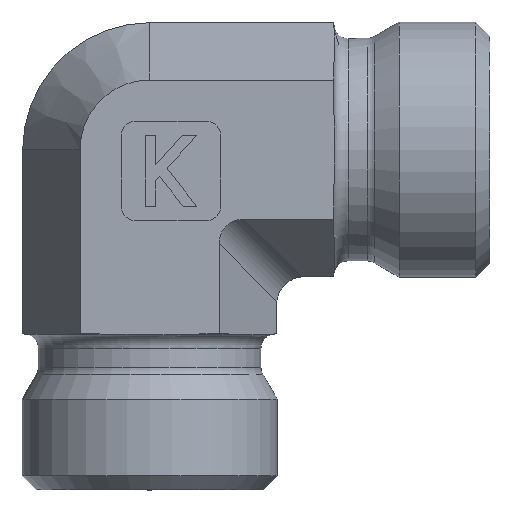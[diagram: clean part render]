
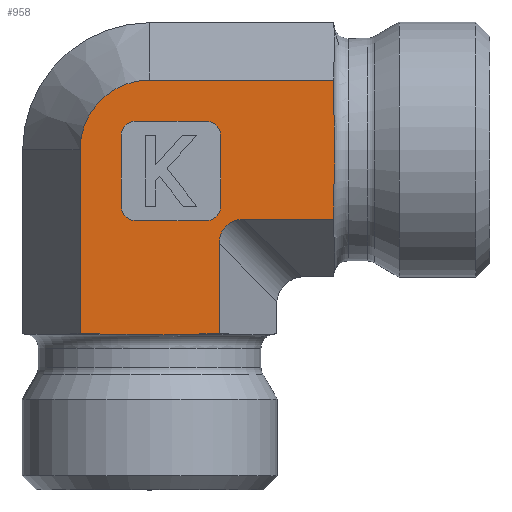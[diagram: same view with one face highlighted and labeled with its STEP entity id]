
A CAD part, left-side view. The second image highlights one B-rep face of the part: STEP entity #958.
In plain terms, the highlighted planar face has unit normal (-1, 0, 0).
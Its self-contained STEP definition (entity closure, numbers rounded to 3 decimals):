
#114=CARTESIAN_POINT('',(-27.685,7.08,2.));
#115=VERTEX_POINT('',#114);
#123=CARTESIAN_POINT('',(-27.685,12.008,2.));
#124=VERTEX_POINT('',#123);
#125=CARTESIAN_POINT('',(-27.685,12.008,2.));
#126=CARTESIAN_POINT('',(-27.685,11.775,2.));
#127=CARTESIAN_POINT('',(-27.685,11.496,1.992));
#128=CARTESIAN_POINT('',(-27.685,10.726,1.965));
#129=CARTESIAN_POINT('',(-27.685,10.082,1.937));
#130=CARTESIAN_POINT('',(-27.685,9.006,1.937));
#131=CARTESIAN_POINT('',(-27.685,8.362,1.965));
#132=CARTESIAN_POINT('',(-27.685,7.592,1.992));
#133=CARTESIAN_POINT('',(-27.685,7.312,2.));
#134=CARTESIAN_POINT('',(-27.685,7.08,2.));
#135=B_SPLINE_CURVE_WITH_KNOTS('',3,(#125,#126,#127,#128,#129,#130,#131,#132,#133,#134),.UNSPECIFIED.,.F.,.U.,(4,2,2,2,4),(0.782,0.852,1.013,1.174,1.244),.UNSPECIFIED.);
#136=EDGE_CURVE('',#124,#115,#135,.T.);
#611=CARTESIAN_POINT('',(-27.685,4.636,2.0));
#612=VERTEX_POINT('',#611);
#613=CARTESIAN_POINT('',(-27.685,7.08,2.));
#614=DIRECTION('',(0.0,-1.0,0.0));
#615=VECTOR('',#614,2.443);
#616=LINE('',#613,#615);
#617=EDGE_CURVE('',#115,#612,#616,.T.);
#645=CARTESIAN_POINT('',(-27.685,14.451,2.));
#646=VERTEX_POINT('',#645);
#654=CARTESIAN_POINT('',(-27.685,14.451,2.));
#655=DIRECTION('',(0.0,-1.0,0.0));
#656=VECTOR('',#655,2.443);
#657=LINE('',#654,#656);
#658=EDGE_CURVE('',#646,#124,#657,.T.);
#799=CARTESIAN_POINT('',(-27.685,4.636,0.0));
#800=DIRECTION('',(-1.0,0.0,0.0));
#801=DIRECTION('',(0.0,0.0,1.0));
#802=AXIS2_PLACEMENT_3D('',#799,#800,#801);
#803=PLANE('',#802);
#804=ORIENTED_EDGE('',*,*,#617,.T.);
#805=CARTESIAN_POINT('',(-27.685,4.636,8.36));
#806=VERTEX_POINT('',#805);
#807=CARTESIAN_POINT('',(-27.685,4.636,2.0));
#808=DIRECTION('',(0.0,0.0,1.0));
#809=VECTOR('',#808,6.36);
#810=LINE('',#807,#809);
#811=EDGE_CURVE('',#612,#806,#810,.T.);
#812=ORIENTED_EDGE('',*,*,#811,.T.);
#813=CARTESIAN_POINT('',(-27.685,2.904,10.093));
#814=VERTEX_POINT('',#813);
#815=CARTESIAN_POINT('',(-27.685,2.327,7.783));
#816=DIRECTION('',(-1.0,0.0,0.0));
#817=DIRECTION('',(0.0,0.707,0.707));
#818=AXIS2_PLACEMENT_3D('',#815,#816,#817);
#819=ELLIPSE('',#818,2.582,2.0);
#820=EDGE_CURVE('',#814,#806,#819,.T.);
#821=ORIENTED_EDGE('',*,*,#820,.F.);
#822=CARTESIAN_POINT('',(-27.685,-3.456,10.093));
#823=VERTEX_POINT('',#822);
#824=CARTESIAN_POINT('',(-27.685,2.904,10.093));
#825=DIRECTION('',(0.0,-1.0,0.0));
#826=VECTOR('',#825,6.36);
#827=LINE('',#824,#826);
#828=EDGE_CURVE('',#814,#823,#827,.T.);
#829=ORIENTED_EDGE('',*,*,#828,.T.);
#830=CARTESIAN_POINT('',(-27.685,-3.456,12.536));
#831=VERTEX_POINT('',#830);
#832=CARTESIAN_POINT('',(-27.685,-3.456,10.093));
#833=DIRECTION('',(0.0,0.0,1.0));
#834=VECTOR('',#833,2.443);
#835=LINE('',#832,#834);
#836=EDGE_CURVE('',#823,#831,#835,.T.);
#837=ORIENTED_EDGE('',*,*,#836,.T.);
#838=CARTESIAN_POINT('',(-27.685,-3.456,17.464));
#839=VERTEX_POINT('',#838);
#840=CARTESIAN_POINT('',(-27.685,-3.456,12.536));
#841=CARTESIAN_POINT('',(-27.685,-3.456,12.769));
#842=CARTESIAN_POINT('',(-27.685,-3.464,13.048));
#843=CARTESIAN_POINT('',(-27.685,-3.491,13.818));
#844=CARTESIAN_POINT('',(-27.685,-3.519,14.462));
#845=CARTESIAN_POINT('',(-27.685,-3.519,15.538));
#846=CARTESIAN_POINT('',(-27.685,-3.491,16.182));
#847=CARTESIAN_POINT('',(-27.685,-3.464,16.952));
#848=CARTESIAN_POINT('',(-27.685,-3.456,17.231));
#849=CARTESIAN_POINT('',(-27.685,-3.456,17.464));
#850=B_SPLINE_CURVE_WITH_KNOTS('',3,(#840,#841,#842,#843,#844,#845,#846,#847,#848,#849),.UNSPECIFIED.,.F.,.U.,(4,2,2,2,4),(0.782,0.852,1.013,1.174,1.244),.UNSPECIFIED.);
#851=EDGE_CURVE('',#831,#839,#850,.T.);
#852=ORIENTED_EDGE('',*,*,#851,.T.);
#853=CARTESIAN_POINT('',(-27.685,-3.456,19.907));
#854=VERTEX_POINT('',#853);
#855=CARTESIAN_POINT('',(-27.685,-3.456,17.464));
#856=DIRECTION('',(0.0,0.0,1.0));
#857=VECTOR('',#856,2.443);
#858=LINE('',#855,#857);
#859=EDGE_CURVE('',#839,#854,#858,.T.);
#860=ORIENTED_EDGE('',*,*,#859,.T.);
#861=CARTESIAN_POINT('',(-27.685,9.544,19.907));
#862=VERTEX_POINT('',#861);
#863=CARTESIAN_POINT('',(-27.685,9.544,19.907));
#864=DIRECTION('',(0.0,-1.0,0.0));
#865=VECTOR('',#864,13.);
#866=LINE('',#863,#865);
#867=EDGE_CURVE('',#862,#854,#866,.T.);
#868=ORIENTED_EDGE('',*,*,#867,.F.);
#869=CARTESIAN_POINT('',(-27.685,14.451,15.0));
#870=VERTEX_POINT('',#869);
#871=CARTESIAN_POINT('',(-27.685,9.544,15.0));
#872=DIRECTION('',(-1.0,0.0,0.0));
#873=DIRECTION('',(0.0,0.0,1.0));
#874=AXIS2_PLACEMENT_3D('',#871,#872,#873);
#875=CIRCLE('',#874,4.907);
#876=EDGE_CURVE('',#862,#870,#875,.T.);
#877=ORIENTED_EDGE('',*,*,#876,.T.);
#878=CARTESIAN_POINT('',(-27.685,14.451,2.));
#879=DIRECTION('',(0.0,0.0,1.0));
#880=VECTOR('',#879,13.0);
#881=LINE('',#878,#880);
#882=EDGE_CURVE('',#646,#870,#881,.T.);
#883=ORIENTED_EDGE('',*,*,#882,.F.);
#884=ORIENTED_EDGE('',*,*,#658,.T.);
#885=ORIENTED_EDGE('',*,*,#136,.T.);
#886=EDGE_LOOP('',(#804,#812,#821,#829,#837,#852,#860,#868,#877,#883,#884,#885));
#887=FACE_OUTER_BOUND('',#886,.T.);
#888=CARTESIAN_POINT('',(-27.685,5.544,10.));
#889=VERTEX_POINT('',#888);
#890=CARTESIAN_POINT('',(-27.685,10.544,10.));
#891=VERTEX_POINT('',#890);
#892=CARTESIAN_POINT('',(-27.685,5.544,10.));
#893=DIRECTION('',(0.0,1.0,0.0));
#894=VECTOR('',#893,5.);
#895=LINE('',#892,#894);
#896=EDGE_CURVE('',#889,#891,#895,.T.);
#897=ORIENTED_EDGE('',*,*,#896,.T.);
#898=CARTESIAN_POINT('',(-27.685,11.544,11.));
#899=VERTEX_POINT('',#898);
#900=CARTESIAN_POINT('',(-27.685,10.544,11.));
#901=DIRECTION('',(-1.0,0.0,0.0));
#902=DIRECTION('',(0.0,0.707,-0.707));
#903=AXIS2_PLACEMENT_3D('',#900,#901,#902);
#904=CIRCLE('',#903,1.0);
#905=EDGE_CURVE('',#899,#891,#904,.T.);
#906=ORIENTED_EDGE('',*,*,#905,.F.);
#907=CARTESIAN_POINT('',(-27.685,11.544,16.));
#908=VERTEX_POINT('',#907);
#909=CARTESIAN_POINT('',(-27.685,11.544,11.));
#910=DIRECTION('',(0.0,0.0,1.0));
#911=VECTOR('',#910,5.);
#912=LINE('',#909,#911);
#913=EDGE_CURVE('',#899,#908,#912,.T.);
#914=ORIENTED_EDGE('',*,*,#913,.T.);
#915=CARTESIAN_POINT('',(-27.685,10.544,17.));
#916=VERTEX_POINT('',#915);
#917=CARTESIAN_POINT('',(-27.685,10.544,16.));
#918=DIRECTION('',(-1.0,0.0,0.0));
#919=DIRECTION('',(0.0,0.707,0.707));
#920=AXIS2_PLACEMENT_3D('',#917,#918,#919);
#921=CIRCLE('',#920,1.0);
#922=EDGE_CURVE('',#916,#908,#921,.T.);
#923=ORIENTED_EDGE('',*,*,#922,.F.);
#924=CARTESIAN_POINT('',(-27.685,5.544,17.));
#925=VERTEX_POINT('',#924);
#926=CARTESIAN_POINT('',(-27.685,10.544,17.));
#927=DIRECTION('',(0.0,-1.0,0.0));
#928=VECTOR('',#927,5.);
#929=LINE('',#926,#928);
#930=EDGE_CURVE('',#916,#925,#929,.T.);
#931=ORIENTED_EDGE('',*,*,#930,.T.);
#932=CARTESIAN_POINT('',(-27.685,4.544,16.));
#933=VERTEX_POINT('',#932);
#934=CARTESIAN_POINT('',(-27.685,5.544,16.));
#935=DIRECTION('',(-1.0,0.0,0.0));
#936=DIRECTION('',(0.0,-0.707,0.707));
#937=AXIS2_PLACEMENT_3D('',#934,#935,#936);
#938=CIRCLE('',#937,1.0);
#939=EDGE_CURVE('',#933,#925,#938,.T.);
#940=ORIENTED_EDGE('',*,*,#939,.F.);
#941=CARTESIAN_POINT('',(-27.685,4.544,11.));
#942=VERTEX_POINT('',#941);
#943=CARTESIAN_POINT('',(-27.685,4.544,16.));
#944=DIRECTION('',(0.0,0.0,-1.0));
#945=VECTOR('',#944,5.);
#946=LINE('',#943,#945);
#947=EDGE_CURVE('',#933,#942,#946,.T.);
#948=ORIENTED_EDGE('',*,*,#947,.T.);
#949=CARTESIAN_POINT('',(-27.685,5.544,11.));
#950=DIRECTION('',(-1.0,0.0,0.0));
#951=DIRECTION('',(0.0,-0.707,-0.707));
#952=AXIS2_PLACEMENT_3D('',#949,#950,#951);
#953=CIRCLE('',#952,1.0);
#954=EDGE_CURVE('',#889,#942,#953,.T.);
#955=ORIENTED_EDGE('',*,*,#954,.F.);
#956=EDGE_LOOP('',(#897,#906,#914,#923,#931,#940,#948,#955));
#957=FACE_BOUND('',#956,.T.);
#958=ADVANCED_FACE('',(#887,#957),#803,.T.);
